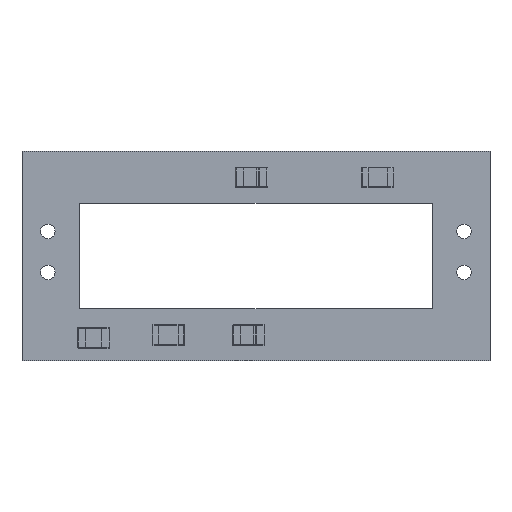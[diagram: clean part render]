
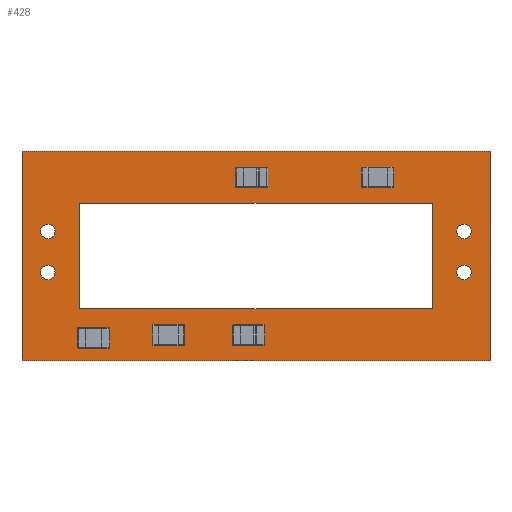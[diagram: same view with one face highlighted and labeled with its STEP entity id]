
A CAD part, top view. The second image highlights one B-rep face of the part: STEP entity #428.
In plain terms, the highlighted planar face has unit normal (0, 0, 1).
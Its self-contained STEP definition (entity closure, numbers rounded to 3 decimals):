
#53 = VERTEX_POINT('',#54);
#54 = CARTESIAN_POINT('',(0.,0.,0.));
#71 = VERTEX_POINT('',#72);
#72 = CARTESIAN_POINT('',(29.,0.,0.));
#78 = EDGE_CURVE('',#53,#71,#79,.T.);
#79 = LINE('',#80,#81);
#80 = CARTESIAN_POINT('',(0.,0.,0.));
#81 = VECTOR('',#82,1.);
#82 = DIRECTION('',(1.,0.,0.));
#102 = VERTEX_POINT('',#103);
#103 = CARTESIAN_POINT('',(29.,13.,0.));
#109 = EDGE_CURVE('',#71,#102,#110,.T.);
#110 = LINE('',#111,#112);
#111 = CARTESIAN_POINT('',(29.,0.,0.));
#112 = VECTOR('',#113,1.);
#113 = DIRECTION('',(0.,1.,0.));
#133 = VERTEX_POINT('',#134);
#134 = CARTESIAN_POINT('',(0.,13.,0.));
#140 = EDGE_CURVE('',#102,#133,#141,.T.);
#141 = LINE('',#142,#143);
#142 = CARTESIAN_POINT('',(29.,13.,0.));
#143 = VECTOR('',#144,1.);
#144 = DIRECTION('',(-1.,0.,0.));
#162 = EDGE_CURVE('',#133,#53,#163,.T.);
#163 = LINE('',#164,#165);
#164 = CARTESIAN_POINT('',(0.,13.,0.));
#165 = VECTOR('',#166,1.);
#166 = DIRECTION('',(0.,-1.,0.));
#177 = VERTEX_POINT('',#178);
#178 = CARTESIAN_POINT('',(2.05,5.486,0.));
#194 = EDGE_CURVE('',#177,#177,#195,.T.);
#195 = CIRCLE('',#196,0.45);
#196 = AXIS2_PLACEMENT_3D('',#197,#198,#199);
#197 = CARTESIAN_POINT('',(1.6,5.486,0.));
#198 = DIRECTION('',(0.,0.,-1.));
#199 = DIRECTION('',(1.,0.,0.));
#210 = VERTEX_POINT('',#211);
#211 = CARTESIAN_POINT('',(2.05,8.026,0.));
#227 = EDGE_CURVE('',#210,#210,#228,.T.);
#228 = CIRCLE('',#229,0.45);
#229 = AXIS2_PLACEMENT_3D('',#230,#231,#232);
#230 = CARTESIAN_POINT('',(1.6,8.026,0.));
#231 = DIRECTION('',(0.,0.,-1.));
#232 = DIRECTION('',(1.,0.,0.));
#243 = VERTEX_POINT('',#244);
#244 = CARTESIAN_POINT('',(27.831,5.486,0.));
#260 = EDGE_CURVE('',#243,#243,#261,.T.);
#261 = CIRCLE('',#262,0.45);
#262 = AXIS2_PLACEMENT_3D('',#263,#264,#265);
#263 = CARTESIAN_POINT('',(27.381,5.486,0.));
#264 = DIRECTION('',(0.,0.,-1.));
#265 = DIRECTION('',(1.,0.,0.));
#276 = VERTEX_POINT('',#277);
#277 = CARTESIAN_POINT('',(27.831,8.026,0.));
#293 = EDGE_CURVE('',#276,#276,#294,.T.);
#294 = CIRCLE('',#295,0.45);
#295 = AXIS2_PLACEMENT_3D('',#296,#297,#298);
#296 = CARTESIAN_POINT('',(27.381,8.026,0.));
#297 = DIRECTION('',(0.,0.,-1.));
#298 = DIRECTION('',(1.,0.,0.));
#309 = VERTEX_POINT('',#310);
#310 = CARTESIAN_POINT('',(3.565,9.76,0.));
#327 = VERTEX_POINT('',#328);
#328 = CARTESIAN_POINT('',(25.435,9.76,0.));
#334 = EDGE_CURVE('',#309,#327,#335,.T.);
#335 = LINE('',#336,#337);
#336 = CARTESIAN_POINT('',(3.565,9.76,0.));
#337 = VECTOR('',#338,1.);
#338 = DIRECTION('',(1.,0.,0.));
#358 = VERTEX_POINT('',#359);
#359 = CARTESIAN_POINT('',(25.435,3.24,0.));
#365 = EDGE_CURVE('',#327,#358,#366,.T.);
#366 = LINE('',#367,#368);
#367 = CARTESIAN_POINT('',(25.435,9.76,0.));
#368 = VECTOR('',#369,1.);
#369 = DIRECTION('',(0.,-1.,0.));
#389 = VERTEX_POINT('',#390);
#390 = CARTESIAN_POINT('',(3.565,3.24,0.));
#396 = EDGE_CURVE('',#358,#389,#397,.T.);
#397 = LINE('',#398,#399);
#398 = CARTESIAN_POINT('',(25.435,3.24,0.));
#399 = VECTOR('',#400,1.);
#400 = DIRECTION('',(-1.,0.,0.));
#418 = EDGE_CURVE('',#389,#309,#419,.T.);
#419 = LINE('',#420,#421);
#420 = CARTESIAN_POINT('',(3.565,3.24,0.));
#421 = VECTOR('',#422,1.);
#422 = DIRECTION('',(0.,1.,0.));
#428 = ADVANCED_FACE('',(#429,#435,#438,#441,#444,#447),#453,.F.);
#429 = FACE_BOUND('',#430,.T.);
#430 = EDGE_LOOP('',(#431,#432,#433,#434));
#431 = ORIENTED_EDGE('',*,*,#78,.T.);
#432 = ORIENTED_EDGE('',*,*,#109,.T.);
#433 = ORIENTED_EDGE('',*,*,#140,.T.);
#434 = ORIENTED_EDGE('',*,*,#162,.T.);
#435 = FACE_BOUND('',#436,.T.);
#436 = EDGE_LOOP('',(#437));
#437 = ORIENTED_EDGE('',*,*,#194,.T.);
#438 = FACE_BOUND('',#439,.T.);
#439 = EDGE_LOOP('',(#440));
#440 = ORIENTED_EDGE('',*,*,#227,.T.);
#441 = FACE_BOUND('',#442,.T.);
#442 = EDGE_LOOP('',(#443));
#443 = ORIENTED_EDGE('',*,*,#260,.T.);
#444 = FACE_BOUND('',#445,.T.);
#445 = EDGE_LOOP('',(#446));
#446 = ORIENTED_EDGE('',*,*,#293,.T.);
#447 = FACE_BOUND('',#448,.T.);
#448 = EDGE_LOOP('',(#449,#450,#451,#452));
#449 = ORIENTED_EDGE('',*,*,#334,.T.);
#450 = ORIENTED_EDGE('',*,*,#365,.T.);
#451 = ORIENTED_EDGE('',*,*,#396,.T.);
#452 = ORIENTED_EDGE('',*,*,#418,.T.);
#453 = PLANE('',#454);
#454 = AXIS2_PLACEMENT_3D('',#455,#456,#457);
#455 = CARTESIAN_POINT('',(0.,0.,0.));
#456 = DIRECTION('',(0.,0.,-1.));
#457 = DIRECTION('',(-1.,0.,0.));
